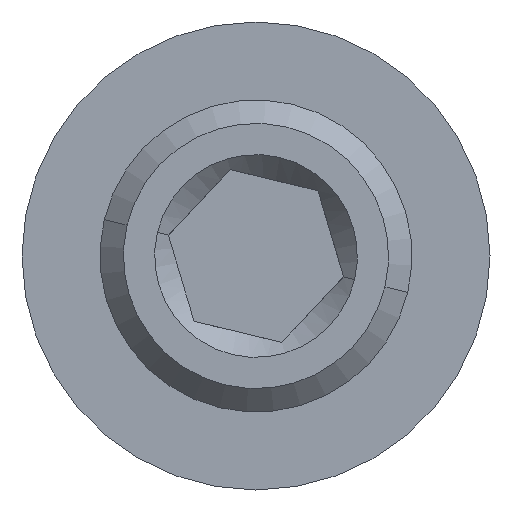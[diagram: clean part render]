
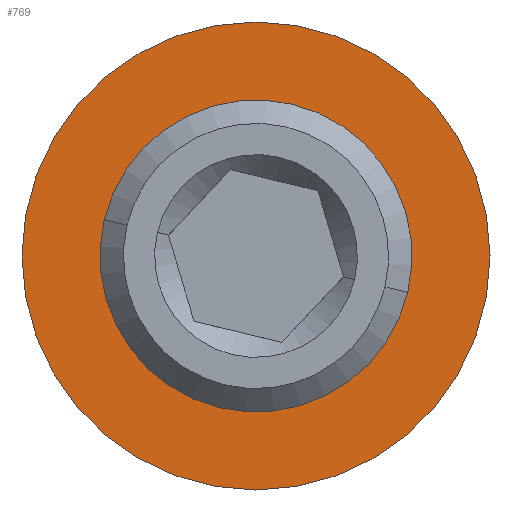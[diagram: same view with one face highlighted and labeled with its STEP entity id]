
A CAD part, front view. The second image highlights one B-rep face of the part: STEP entity #769.
In plain terms, the highlighted planar face has unit normal (0, -1, 0).
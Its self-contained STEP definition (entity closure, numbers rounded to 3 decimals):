
#15 = CARTESIAN_POINT ( 'NONE',  ( 0., -330., 0. ) ) ;
#28 = ORIENTED_EDGE ( 'NONE', *, *, #879, .T. ) ;
#121 = VERTEX_POINT ( 'NONE', #166 ) ;
#124 = CARTESIAN_POINT ( 'NONE',  ( 3.9, -330., 0. ) ) ;
#150 = CARTESIAN_POINT ( 'NONE',  ( 0., -330., 0. ) ) ;
#166 = CARTESIAN_POINT ( 'NONE',  ( -3.9, -330., 0. ) ) ;
#181 = EDGE_LOOP ( 'NONE', ( #28, #186 ) ) ;
#186 = ORIENTED_EDGE ( 'NONE', *, *, #456, .T. ) ;
#190 = CARTESIAN_POINT ( 'NONE',  ( -6., -330., 0. ) ) ;
#226 = ORIENTED_EDGE ( 'NONE', *, *, #338, .T. ) ;
#227 = EDGE_CURVE ( 'NONE', #627, #121, #674, .T. ) ;
#249 = PLANE ( 'NONE',  #713 ) ;
#257 = CARTESIAN_POINT ( 'NONE',  ( 6., -330., 0. ) ) ;
#280 = AXIS2_PLACEMENT_3D ( 'NONE', #509, #675, #679 ) ;
#330 = CARTESIAN_POINT ( 'NONE',  ( 3.4, -330., 0. ) ) ;
#338 = EDGE_CURVE ( 'NONE', #121, #627, #621, .T. ) ;
#373 = AXIS2_PLACEMENT_3D ( 'NONE', #783, #422, #645 ) ;
#395 = DIRECTION ( 'NONE',  ( 0., -1., 0. ) ) ;
#422 = DIRECTION ( 'NONE',  ( 0., 1., 0. ) ) ;
#456 = EDGE_CURVE ( 'NONE', #778, #753, #598, .T. ) ;
#487 = DIRECTION ( 'NONE',  ( 0., -1., 0. ) ) ;
#509 = CARTESIAN_POINT ( 'NONE',  ( 0., -330., 0. ) ) ;
#510 = FACE_OUTER_BOUND ( 'NONE', #181, .T. ) ;
#568 = DIRECTION ( 'NONE',  ( 1., 0., 0. ) ) ;
#598 = CIRCLE ( 'NONE', #280, 6. ) ;
#605 = FACE_BOUND ( 'NONE', #636, .T. ) ;
#621 = CIRCLE ( 'NONE', #373, 3.9 ) ;
#627 = VERTEX_POINT ( 'NONE', #124 ) ;
#636 = EDGE_LOOP ( 'NONE', ( #841, #226 ) ) ;
#645 = DIRECTION ( 'NONE',  ( 1., 0., 0. ) ) ;
#670 = AXIS2_PLACEMENT_3D ( 'NONE', #150, #487, #568 ) ;
#674 = CIRCLE ( 'NONE', #698, 3.9 ) ;
#675 = DIRECTION ( 'NONE',  ( 0., -1., 0. ) ) ;
#679 = DIRECTION ( 'NONE',  ( 1., 0., 0. ) ) ;
#698 = AXIS2_PLACEMENT_3D ( 'NONE', #15, #837, #776 ) ;
#713 = AXIS2_PLACEMENT_3D ( 'NONE', #330, #395, #828 ) ;
#753 = VERTEX_POINT ( 'NONE', #257 ) ;
#769 = ADVANCED_FACE ( 'NONE', ( #605, #510 ), #249, .T. ) ;
#776 = DIRECTION ( 'NONE',  ( 1., 0., 0. ) ) ;
#778 = VERTEX_POINT ( 'NONE', #190 ) ;
#783 = CARTESIAN_POINT ( 'NONE',  ( 0., -330., 0. ) ) ;
#828 = DIRECTION ( 'NONE',  ( 1., 0., 0. ) ) ;
#837 = DIRECTION ( 'NONE',  ( 0., 1., 0. ) ) ;
#841 = ORIENTED_EDGE ( 'NONE', *, *, #227, .T. ) ;
#866 = CIRCLE ( 'NONE', #670, 6. ) ;
#879 = EDGE_CURVE ( 'NONE', #753, #778, #866, .T. ) ;
